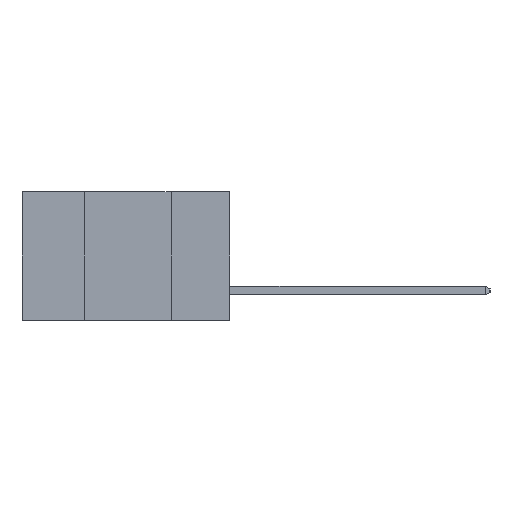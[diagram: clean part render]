
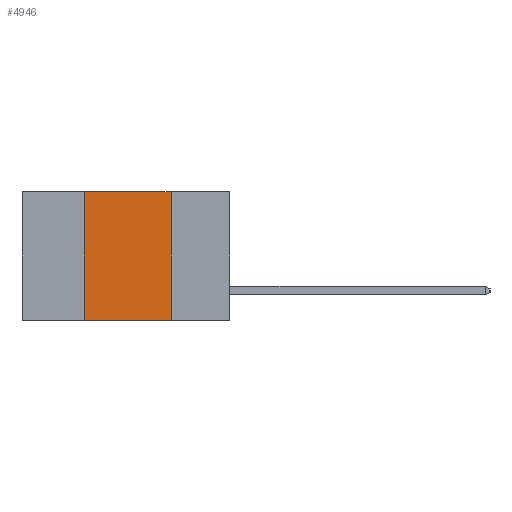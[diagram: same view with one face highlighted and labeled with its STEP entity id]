
A CAD part, left-side view. The second image highlights one B-rep face of the part: STEP entity #4946.
In plain terms, the highlighted planar face has unit normal (-1, 0, 0).
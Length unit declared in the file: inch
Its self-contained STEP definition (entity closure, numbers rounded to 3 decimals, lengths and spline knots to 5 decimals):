
#378 = ORIENTED_EDGE ( 'NONE', *, *, #7289, .T. ) ;
#611 = EDGE_CURVE ( 'NONE', #11766, #710, #828, .T. ) ;
#710 = VERTEX_POINT ( 'NONE', #11161 ) ;
#828 = LINE ( 'NONE', #13681, #13353 ) ;
#1769 = VERTEX_POINT ( 'NONE', #3783 ) ;
#1974 = LINE ( 'NONE', #10208, #7955 ) ;
#2456 = EDGE_CURVE ( 'NONE', #710, #11323, #9929, .T. ) ;
#3135 = ORIENTED_EDGE ( 'NONE', *, *, #11384, .F. ) ;
#3512 = CARTESIAN_POINT ( 'NONE',  ( 0., 0.6, 0. ) ) ;
#3783 = CARTESIAN_POINT ( 'NONE',  ( 0., 0.17, -0.37 ) ) ;
#3943 = LINE ( 'NONE', #7980, #12981 ) ;
#4946 = ADVANCED_FACE ( 'NONE', ( #14461 ), #11931, .F. ) ;
#4987 = ORIENTED_EDGE ( 'NONE', *, *, #2456, .F. ) ;
#5396 = DIRECTION ( 'NONE',  ( 0., -1., 0. ) ) ;
#5562 = DIRECTION ( 'NONE',  ( 0., -1., 0. ) ) ;
#7289 = EDGE_CURVE ( 'NONE', #11766, #1769, #3943, .T. ) ;
#7955 = VECTOR ( 'NONE', #14689, 39.37008 ) ;
#7980 = CARTESIAN_POINT ( 'NONE',  ( 0., 0.6, -0.37 ) ) ;
#8076 = DIRECTION ( 'NONE',  ( 0., 0., 1. ) ) ;
#9011 = EDGE_LOOP ( 'NONE', ( #3135, #4987, #10088, #378 ) ) ;
#9929 = LINE ( 'NONE', #3512, #12595 ) ;
#10088 = ORIENTED_EDGE ( 'NONE', *, *, #611, .F. ) ;
#10112 = CARTESIAN_POINT ( 'NONE',  ( 0., 0.17, 0. ) ) ;
#10208 = CARTESIAN_POINT ( 'NONE',  ( 0., 0.17, 0. ) ) ;
#11161 = CARTESIAN_POINT ( 'NONE',  ( 0., 0.42, 0. ) ) ;
#11323 = VERTEX_POINT ( 'NONE', #10112 ) ;
#11384 = EDGE_CURVE ( 'NONE', #11323, #1769, #1974, .T. ) ;
#11766 = VERTEX_POINT ( 'NONE', #13172 ) ;
#11878 = DIRECTION ( 'NONE',  ( 0., 0., -1. ) ) ;
#11881 = DIRECTION ( 'NONE',  ( 1., 0., 0. ) ) ;
#11929 = CARTESIAN_POINT ( 'NONE',  ( 0., 0.6, 0. ) ) ;
#11931 = PLANE ( 'NONE',  #14893 ) ;
#12595 = VECTOR ( 'NONE', #5396, 39.37008 ) ;
#12981 = VECTOR ( 'NONE', #5562, 39.37008 ) ;
#13172 = CARTESIAN_POINT ( 'NONE',  ( 0., 0.42, -0.37 ) ) ;
#13353 = VECTOR ( 'NONE', #8076, 39.37008 ) ;
#13681 = CARTESIAN_POINT ( 'NONE',  ( 0., 0.42, 0. ) ) ;
#14461 = FACE_OUTER_BOUND ( 'NONE', #9011, .T. ) ;
#14689 = DIRECTION ( 'NONE',  ( 0., 0., -1. ) ) ;
#14893 = AXIS2_PLACEMENT_3D ( 'NONE', #11929, #11881, #11878 ) ;
